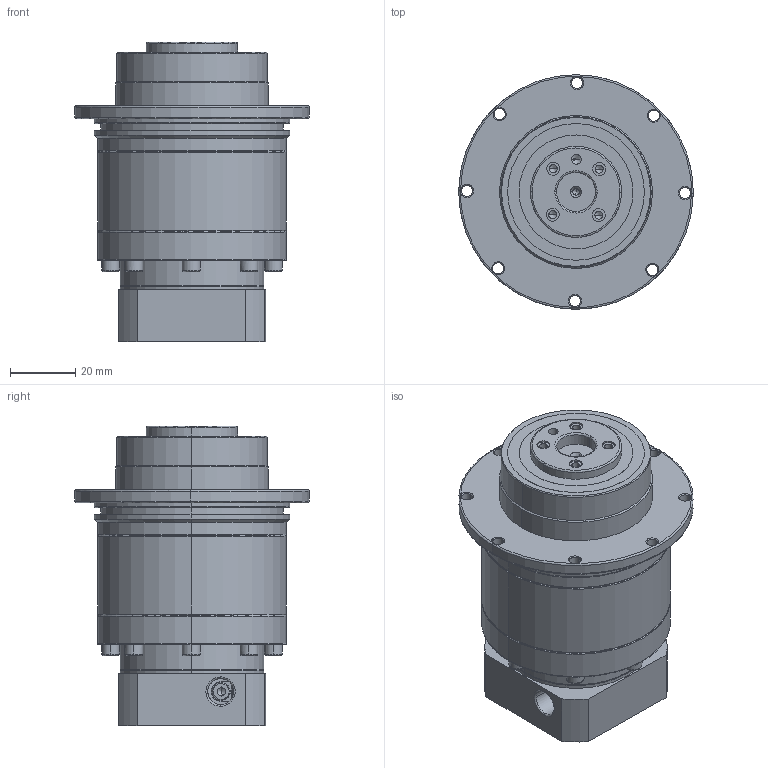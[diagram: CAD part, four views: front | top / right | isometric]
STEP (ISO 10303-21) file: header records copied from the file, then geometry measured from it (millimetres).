
FILE_DESCRIPTION (( 'STEP AP214' ), '1' );
FILE_NAME ('SD047-L2-5-22-31±ß¾àM4.STEP', '2024-01-11T03:22:43', ( 'admin' ), ( '' ), 'SwSTEP 2.0', 'SolidWorks 2013', '' );
FILE_SCHEMA (( 'AUTOMOTIVE_DESIGN' ));
Length unit declared in the file: millimetre
Products named in the file (7): 047_X2_8F93516558F34F53_X0_; 047_X2_4E007EA79F7F5708_X0_; SD047_X2_8F9351FA7AEF_X0_; SD047-L2-5-22-31晚擒M4; JIS B 1176 - M3 x 10; 8_X2_95017D2773AF_X0_; 047-30-46M4
Assembly tree (6 placements, depth 2):
  SD047-L2-5-22-31晚擒M4
    SD047_X2_8F9351FA7AEF_X0_
    047_X2_4E007EA79F7F5708_X0_
    047_X2_8F93516558F34F53_X0_
    047-30-46M4
    8_X2_95017D2773AF_X0_
    JIS B 1176 - M3 x 10
Bounding box: 72 x 72 x 92 mm (x, y, z)
Volume: 168383.9 mm3; surface area: 50385.6 mm2
Topology: 6 solids, 6 shells, 576 faces, 1432 edges, 865 vertices
Faces by surface type: cylinder 227, plane 158, cone 138, bspline 53
Entity records: 24676 total; most frequent: CARTESIAN_POINT 4620, DIRECTION 2945, ORIENTED_EDGE 2720, EDGE_CURVE 1360, AXIS2_PLACEMENT_3D 1167, VERTEX_POINT 857, EDGE_LOOP 687, CIRCLE 635
